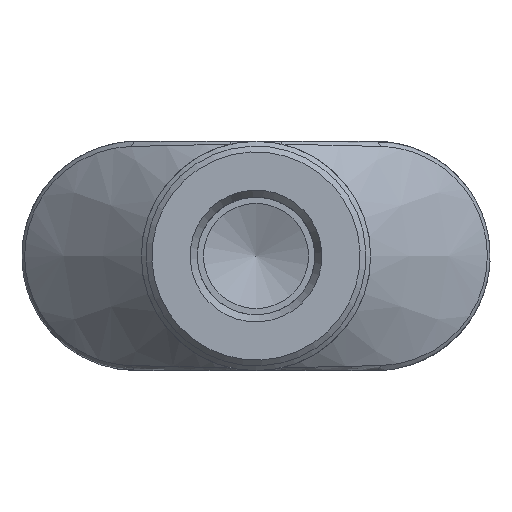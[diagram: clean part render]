
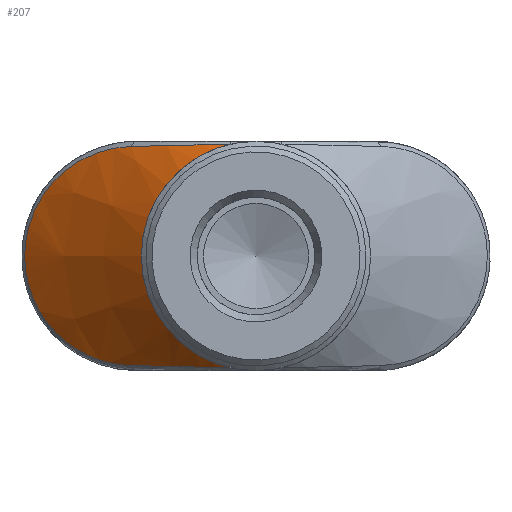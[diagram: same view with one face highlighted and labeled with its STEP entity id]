
A CAD part, front view. The second image highlights one B-rep face of the part: STEP entity #207.
In plain terms, the highlighted conical face has half-angle 45 degrees and reference radius 12.764 mm.
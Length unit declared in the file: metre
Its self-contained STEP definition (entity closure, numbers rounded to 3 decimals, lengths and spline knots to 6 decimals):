
#207 = ADVANCED_FACE( 'NONE', ( #493 ), #494, .T. );
#493 = FACE_OUTER_BOUND( '', #1306, .T. );
#494 = CONICAL_SURFACE( '', #1307, 0.012764, 0.785 );
#1306 = EDGE_LOOP( '', ( #2417, #2418, #2419, #2420 ) );
#1307 = AXIS2_PLACEMENT_3D( '', #2421, #2422, #2423 );
#2417 = ORIENTED_EDGE( '', *, *, #3027, .T. );
#2418 = ORIENTED_EDGE( '', *, *, #3108, .T. );
#2419 = ORIENTED_EDGE( '', *, *, #3109, .F. );
#2420 = ORIENTED_EDGE( '', *, *, #3110, .T. );
#2421 = CARTESIAN_POINT( '', ( 0., 0.017264, 0. ) );
#2422 = DIRECTION( '', ( 0., 1., 0. ) );
#2423 = DIRECTION( '', ( 0., 0., 1. ) );
#3027 = EDGE_CURVE( 'NONE', #3418, #3422, #3424, .T. );
#3108 = EDGE_CURVE( 'NONE', #3422, #3550, #3551, .T. );
#3109 = EDGE_CURVE( 'NONE', #3530, #3550, #3552, .T. );
#3110 = EDGE_CURVE( 'NONE', #3530, #3418, #3553, .T. );
#3418 = VERTEX_POINT( 'NONE', #4121 );
#3422 = VERTEX_POINT( 'NONE', #4162 );
#3424 = B_SPLINE_CURVE_WITH_KNOTS( '', 3, ( #4164, #4165, #4166, #4167, #4168, #4169, #4170, #4171, #4172, #4173, #4174, #4175, #4176, #4177, #4178, #4179, #4180, #4181, #4182, #4183, #4184, #4185, #4186, #4187, #4188, #4189, #4190, #4191, #4192 ), .UNSPECIFIED., .F., .F., ( 4, 1, 1, 1, 1, 1, 1, 1, 1, 1, 1, 1, 1, 1, 1, 1, 1, 1, 1, 1, 1, 1, 1, 1, 1, 1, 4 ), ( 0., 0.014436, 0.028739, 0.042916, 0.056969, 0.070905, 0.084728, 0.098441, 0.112051, 0.125562, 0.189508, 0.250671, 0.316028, 0.379057, 0.440454, 0.500944, 0.56119, 0.622359, 0.685167, 0.7503, 0.811363, 0.875211, 0.899454, 0.924028, 0.948959, 0.974274, 1. ), .UNSPECIFIED. );
#3530 = VERTEX_POINT( 'NONE', #4469 );
#3550 = VERTEX_POINT( 'NONE', #4517 );
#3551 = B_SPLINE_CURVE_WITH_KNOTS( '', 3, ( #4518, #4519, #4520, #4521, #4522, #4523, #4524, #4525, #4526, #4527, #4528, #4529, #4530, #4531, #4532 ), .UNSPECIFIED., .F., .F., ( 4, 1, 1, 1, 1, 1, 1, 1, 1, 1, 1, 1, 4 ), ( 0., 0.10183, 0.19965, 0.293569, 0.383722, 0.470281, 0.553458, 0.633511, 0.710754, 0.785558, 0.858357, 0.92965, 1. ), .UNSPECIFIED. );
#3552 = CIRCLE( '', #4533, 0.006 );
#3553 = B_SPLINE_CURVE_WITH_KNOTS( '', 3, ( #4534, #4535, #4536, #4537, #4538, #4539, #4540, #4541, #4542, #4543, #4544, #4545, #4546, #4547, #4548, #4549, #4550, #4551, #4552, #4553, #4554 ), .UNSPECIFIED., .F., .F., ( 4, 1, 1, 1, 1, 1, 1, 1, 1, 1, 1, 1, 1, 1, 1, 1, 1, 1, 4 ), ( 0., 0.046826, 0.093984, 0.141648, 0.189983, 0.239138, 0.289254, 0.340454, 0.392853, 0.446551, 0.501638, 0.558193, 0.616286, 0.675976, 0.737317, 0.800354, 0.865126, 0.931665, 1. ), .UNSPECIFIED. );
#4121 = CARTESIAN_POINT( '', ( -0.006515, 0.013179, 0.005734 ) );
#4162 = CARTESIAN_POINT( '', ( -0.006515, 0.013179, -0.005734 ) );
#4164 = CARTESIAN_POINT( '', ( -0.006515, 0.013179, 0.005734 ) );
#4165 = CARTESIAN_POINT( '', ( -0.00659, 0.013234, 0.005731 ) );
#4166 = CARTESIAN_POINT( '', ( -0.00674, 0.013343, 0.005726 ) );
#4167 = CARTESIAN_POINT( '', ( -0.006964, 0.013504, 0.005708 ) );
#4168 = CARTESIAN_POINT( '', ( -0.007187, 0.013661, 0.005681 ) );
#4169 = CARTESIAN_POINT( '', ( -0.007408, 0.013814, 0.005645 ) );
#4170 = CARTESIAN_POINT( '', ( -0.007628, 0.013963, 0.005601 ) );
#4171 = CARTESIAN_POINT( '', ( -0.007845, 0.014108, 0.005548 ) );
#4172 = CARTESIAN_POINT( '', ( -0.008061, 0.01425, 0.005487 ) );
#4173 = CARTESIAN_POINT( '', ( -0.008273, 0.014388, 0.005417 ) );
#4174 = CARTESIAN_POINT( '', ( -0.008744, 0.01469, 0.005241 ) );
#4175 = CARTESIAN_POINT( '', ( -0.009447, 0.015122, 0.004886 ) );
#4176 = CARTESIAN_POINT( '', ( -0.010333, 0.015639, 0.004202 ) );
#4177 = CARTESIAN_POINT( '', ( -0.011091, 0.016062, 0.003331 ) );
#4178 = CARTESIAN_POINT( '', ( -0.011672, 0.016376, 0.002291 ) );
#4179 = CARTESIAN_POINT( '', ( -0.012026, 0.016563, 0.001159 ) );
#4180 = CARTESIAN_POINT( '', ( -0.012143, 0.016624, -0.000017 ) );
#4181 = CARTESIAN_POINT( '', ( -0.01202, 0.01656, -0.00119 ) );
#4182 = CARTESIAN_POINT( '', ( -0.011661, 0.01637, -0.002315 ) );
#4183 = CARTESIAN_POINT( '', ( -0.011078, 0.016055, -0.003349 ) );
#4184 = CARTESIAN_POINT( '', ( -0.01032, 0.015631, -0.004214 ) );
#4185 = CARTESIAN_POINT( '', ( -0.009434, 0.015114, -0.004894 ) );
#4186 = CARTESIAN_POINT( '', ( -0.008678, 0.014649, -0.005274 ) );
#4187 = CARTESIAN_POINT( '', ( -0.008093, 0.014272, -0.00548 ) );
#4188 = CARTESIAN_POINT( '', ( -0.007707, 0.014017, -0.005586 ) );
#4189 = CARTESIAN_POINT( '', ( -0.007313, 0.013749, -0.005665 ) );
#4190 = CARTESIAN_POINT( '', ( -0.006915, 0.01347, -0.005717 ) );
#4191 = CARTESIAN_POINT( '', ( -0.006649, 0.013277, -0.005728 ) );
#4192 = CARTESIAN_POINT( '', ( -0.006515, 0.013179, -0.005734 ) );
#4469 = CARTESIAN_POINT( '', ( -0.001358, 0.0105, 0.005844 ) );
#4517 = CARTESIAN_POINT( '', ( -0.001358, 0.0105, -0.005844 ) );
#4518 = CARTESIAN_POINT( '', ( -0.006515, 0.013179, -0.005734 ) );
#4519 = CARTESIAN_POINT( '', ( -0.006355, 0.013062, -0.005737 ) );
#4520 = CARTESIAN_POINT( '', ( -0.00604, 0.012832, -0.005744 ) );
#4521 = CARTESIAN_POINT( '', ( -0.005569, 0.012506, -0.005755 ) );
#4522 = CARTESIAN_POINT( '', ( -0.005111, 0.012202, -0.005765 ) );
#4523 = CARTESIAN_POINT( '', ( -0.004663, 0.011921, -0.005776 ) );
#4524 = CARTESIAN_POINT( '', ( -0.004227, 0.011663, -0.005786 ) );
#4525 = CARTESIAN_POINT( '', ( -0.0038, 0.011427, -0.005796 ) );
#4526 = CARTESIAN_POINT( '', ( -0.003381, 0.011215, -0.005805 ) );
#4527 = CARTESIAN_POINT( '', ( -0.00297, 0.011025, -0.005814 ) );
#4528 = CARTESIAN_POINT( '', ( -0.002564, 0.010858, -0.005823 ) );
#4529 = CARTESIAN_POINT( '', ( -0.002161, 0.010715, -0.005831 ) );
#4530 = CARTESIAN_POINT( '', ( -0.001761, 0.010593, -0.005839 ) );
#4531 = CARTESIAN_POINT( '', ( -0.001491, 0.010531, -0.005842 ) );
#4532 = CARTESIAN_POINT( '', ( -0.001358, 0.0105, -0.005844 ) );
#4533 = AXIS2_PLACEMENT_3D( '', #5190, #5191, #5192 );
#4534 = CARTESIAN_POINT( '', ( -0.001358, 0.0105, 0.005844 ) );
#4535 = CARTESIAN_POINT( '', ( -0.001447, 0.01052, 0.005843 ) );
#4536 = CARTESIAN_POINT( '', ( -0.001626, 0.01056, 0.005841 ) );
#4537 = CARTESIAN_POINT( '', ( -0.001892, 0.010633, 0.005836 ) );
#4538 = CARTESIAN_POINT( '', ( -0.002159, 0.010716, 0.005831 ) );
#4539 = CARTESIAN_POINT( '', ( -0.002427, 0.010809, 0.005826 ) );
#4540 = CARTESIAN_POINT( '', ( -0.002696, 0.010912, 0.00582 ) );
#4541 = CARTESIAN_POINT( '', ( -0.002967, 0.011026, 0.005814 ) );
#4542 = CARTESIAN_POINT( '', ( -0.00324, 0.011149, 0.005808 ) );
#4543 = CARTESIAN_POINT( '', ( -0.003517, 0.011283, 0.005802 ) );
#4544 = CARTESIAN_POINT( '', ( -0.003796, 0.011427, 0.005796 ) );
#4545 = CARTESIAN_POINT( '', ( -0.00408, 0.011581, 0.005789 ) );
#4546 = CARTESIAN_POINT( '', ( -0.004367, 0.011745, 0.005783 ) );
#4547 = CARTESIAN_POINT( '', ( -0.004659, 0.01192, 0.005776 ) );
#4548 = CARTESIAN_POINT( '', ( -0.004956, 0.012105, 0.005769 ) );
#4549 = CARTESIAN_POINT( '', ( -0.005258, 0.012299, 0.005762 ) );
#4550 = CARTESIAN_POINT( '', ( -0.005565, 0.012504, 0.005755 ) );
#4551 = CARTESIAN_POINT( '', ( -0.005877, 0.01272, 0.005748 ) );
#4552 = CARTESIAN_POINT( '', ( -0.006195, 0.012945, 0.00574 ) );
#4553 = CARTESIAN_POINT( '', ( -0.006408, 0.0131, 0.005736 ) );
#4554 = CARTESIAN_POINT( '', ( -0.006515, 0.013179, 0.005734 ) );
#5190 = CARTESIAN_POINT( '', ( 0., 0.0105, 0. ) );
#5191 = DIRECTION( '', ( 0., -1., 0. ) );
#5192 = DIRECTION( '', ( 0., 0., -1. ) );
